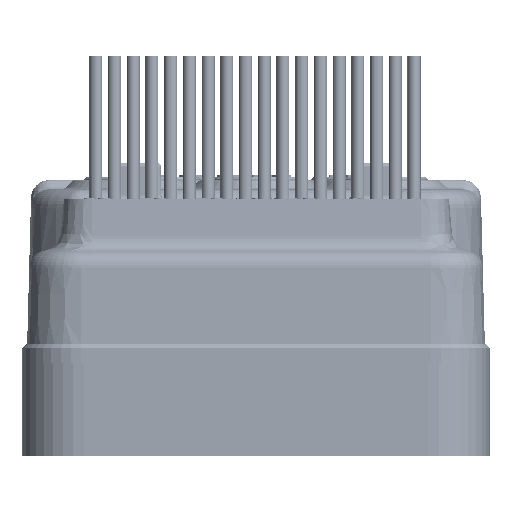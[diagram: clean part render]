
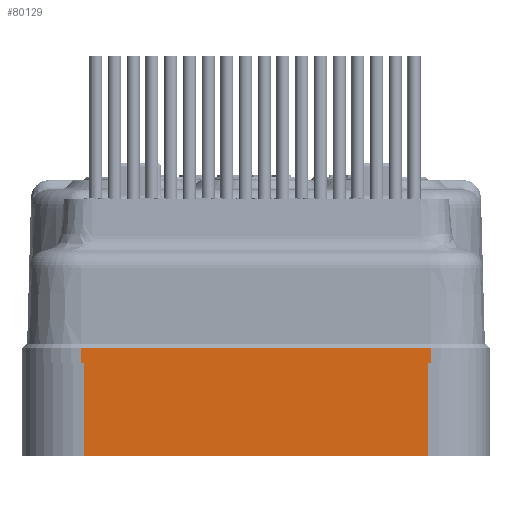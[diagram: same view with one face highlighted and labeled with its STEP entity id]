
A CAD part, left-side view. The second image highlights one B-rep face of the part: STEP entity #80129.
In plain terms, the highlighted planar face has unit normal (-1, 0, 0).
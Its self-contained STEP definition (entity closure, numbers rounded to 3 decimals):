
#2808=PLANE('',#85231);
#5792=FACE_OUTER_BOUND('',#10628,.T.);
#10628=EDGE_LOOP('',(#59679,#59680,#59681,#59682,#59683,#59684,#59685,#59686));
#20421=LINE('',#127701,#27169);
#20422=LINE('',#127708,#27170);
#20480=LINE('',#127866,#27228);
#21330=LINE('',#137281,#28078);
#21331=LINE('',#137301,#28079);
#21332=LINE('',#137305,#28080);
#21336=LINE('',#137318,#28084);
#21337=LINE('',#137324,#28085);
#27169=VECTOR('',#91558,10.);
#27170=VECTOR('',#91567,10.);
#27228=VECTOR('',#91715,10.);
#28078=VECTOR('',#93943,10.);
#28079=VECTOR('',#93970,10.);
#28080=VECTOR('',#93975,10.);
#28084=VECTOR('',#93993,10.);
#28085=VECTOR('',#94004,10.);
#34259=VERTEX_POINT('',#127698);
#34260=VERTEX_POINT('',#127700);
#34261=VERTEX_POINT('',#127704);
#34262=VERTEX_POINT('',#127706);
#35404=VERTEX_POINT('',#137278);
#35405=VERTEX_POINT('',#137280);
#35411=VERTEX_POINT('',#137299);
#35412=VERTEX_POINT('',#137303);
#42610=EDGE_CURVE('',#34259,#34260,#20421,.T.);
#42614=EDGE_CURVE('',#34261,#34262,#20422,.T.);
#42692=EDGE_CURVE('',#34261,#34259,#20480,.T.);
#44416=EDGE_CURVE('',#35404,#35405,#21330,.T.);
#44429=EDGE_CURVE('',#34262,#35411,#21331,.T.);
#44431=EDGE_CURVE('',#35412,#34260,#21332,.T.);
#44438=EDGE_CURVE('',#35411,#35405,#21336,.T.);
#44441=EDGE_CURVE('',#35412,#35404,#21337,.T.);
#59679=ORIENTED_EDGE('',*,*,#44431,.T.);
#59680=ORIENTED_EDGE('',*,*,#42610,.F.);
#59681=ORIENTED_EDGE('',*,*,#42692,.F.);
#59682=ORIENTED_EDGE('',*,*,#42614,.T.);
#59683=ORIENTED_EDGE('',*,*,#44429,.T.);
#59684=ORIENTED_EDGE('',*,*,#44438,.T.);
#59685=ORIENTED_EDGE('',*,*,#44416,.F.);
#59686=ORIENTED_EDGE('',*,*,#44441,.F.);
#80129=ADVANCED_FACE('',(#5792),#2808,.T.);
#85231=AXIS2_PLACEMENT_3D('',#137493,#94190,#94191);
#91558=DIRECTION('',(0.,0.,-1.));
#91567=DIRECTION('',(0.,0.,-1.));
#91715=DIRECTION('',(0.,-1.,0.));
#93943=DIRECTION('',(0.,1.,0.));
#93970=DIRECTION('',(0.,-1.,0.));
#93975=DIRECTION('',(0.,-1.,0.));
#93993=DIRECTION('',(0.,0.,-1.));
#94004=DIRECTION('',(0.,0.,-1.));
#94190=DIRECTION('center_axis',(-1.,0.,0.));
#94191=DIRECTION('ref_axis',(0.,0.,
-1.));
#127698=CARTESIAN_POINT('',(-130.,-18.7,1.5));
#127700=CARTESIAN_POINT('',(-130.,-18.7,0.));
#127701=CARTESIAN_POINT('',(-130.,-18.7,0.));
#127704=CARTESIAN_POINT('',(-130.,18.7,1.5));
#127706=CARTESIAN_POINT('',(-130.,18.7,0.));
#127708=CARTESIAN_POINT('',(-130.,18.7,0.));
#127866=CARTESIAN_POINT('',(-130.,-1.75,1.5));
#137278=CARTESIAN_POINT('',(-130.,-18.4,-10.));
#137280=CARTESIAN_POINT('',(-130.,18.4,-10.));
#137281=CARTESIAN_POINT('',(-130.,0.,-10.));
#137299=CARTESIAN_POINT('',(-130.,18.4,0.));
#137301=CARTESIAN_POINT('',(-130.,18.7,0.));
#137303=CARTESIAN_POINT('',(-130.,-18.4,0.));
#137305=CARTESIAN_POINT('',(-130.,18.7,0.));
#137318=CARTESIAN_POINT('',(-130.,18.4,0.));
#137324=CARTESIAN_POINT('',(-130.,-18.4,0.));
#137493=CARTESIAN_POINT('Origin',(-130.,18.7,2.));
